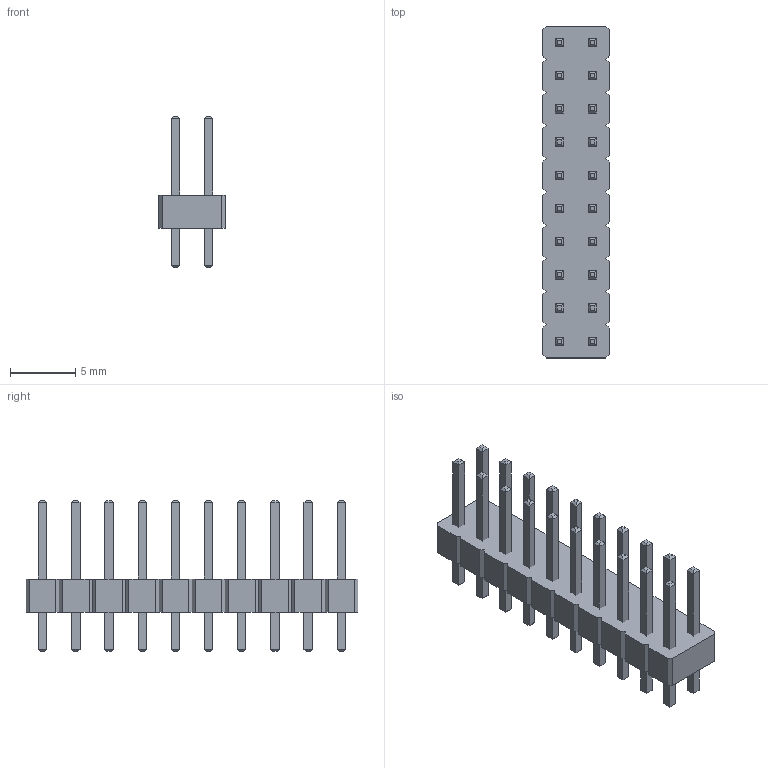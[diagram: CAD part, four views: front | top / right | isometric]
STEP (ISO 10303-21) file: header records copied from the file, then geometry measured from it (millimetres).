
FILE_DESCRIPTION(/* description */ ('model of PinHeader_2x10_P2.54mm_Vertical'),/* implementation_level */ '2;1');
FILE_NAME(/* name */ 'PinHeader_2x10_P2.54mm_Vertical.step',/* time_stamp */ '2018-01-24T12:31:02',/* author */ ('kicad StepUp','ksu'),/* organization */ ('FreeCAD'),/* preprocessor_version */ 'OCC',/* originating_system */ 'kicad StepUp',/* authorisation */ '');
FILE_SCHEMA(('AUTOMOTIVE_DESIGN { 1 0 10303 214 1 1 1 1 }'));
Length unit declared in the file: millimetre
Products named in the file (2): PinHeader_2x10_P254mm_Vertical; Shape0_383379483656
Bounding box: 5.08 x 25.4 x 11.54 mm (x, y, z)
Volume: 417.9 mm3; surface area: 1014.4 mm2
Topology: 21 solids, 21 shells, 344 faces, 746 edges, 444 vertices
Faces by surface type: plane 344
Entity records: 5907 total; most frequent: ORIENTED_EDGE 1150, CARTESIAN_POINT 947, EDGE_CURVE 746, LINE 746, VERTEX_POINT 444, AXIS2_PLACEMENT_3D 345, ADVANCED_FACE 344, FACE_BOUND 344
